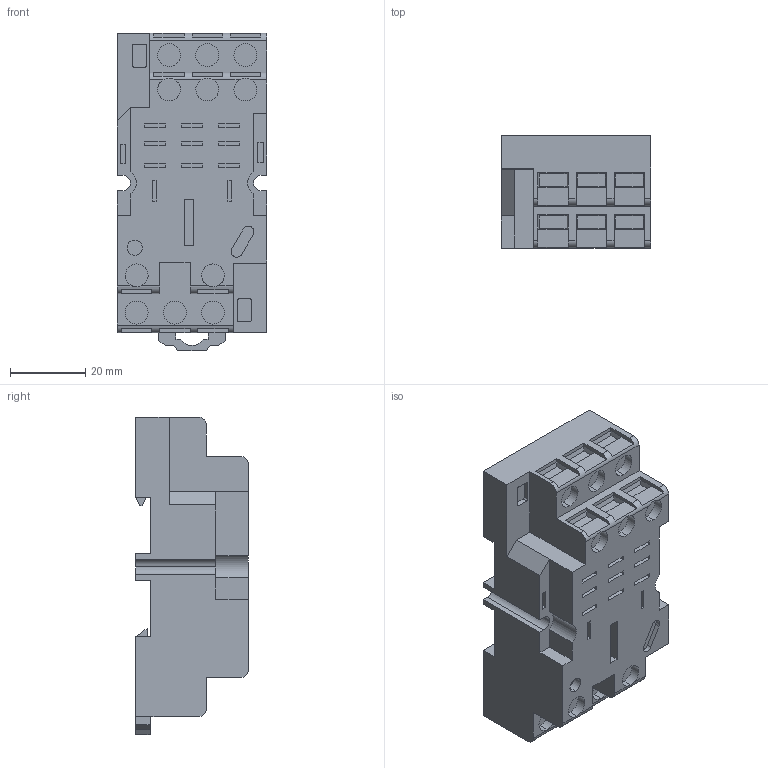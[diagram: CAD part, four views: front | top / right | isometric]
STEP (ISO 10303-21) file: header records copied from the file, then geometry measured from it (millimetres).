
FILE_DESCRIPTION(('starvars output'),'2;1');
FILE_NAME('cv20190909164617000115188.stp','16:46:18 2019/09/09',( 'Thomas Industrial Network Germany GmbH'),( 'Thomas Industrial Network Germany GmbH'),'unknown preprocess','ACIS' ,'unknown authorization');
FILE_SCHEMA(('AUTOMOTIVE_DESIGN_CC2 {UNKNOWN IMPLEMENTATION LEVEL}'));
Length unit declared in the file: millimetre
Products named in the file (1): PRODUCT_ID_1
Bounding box: 39.88 x 29.97 x 84.58 mm (x, y, z)
Volume: 70485.1 mm3; surface area: 16443.3 mm2
Topology: 1 solids, 1 shells, 307 faces, 796 edges, 515 vertices
Faces by surface type: plane 261, cylinder 46
Entity records: 11380 total; most frequent: ORIENTED_EDGE 1592, CARTESIAN_POINT 1574, DIRECTION 1375, EDGE_CURVE 796, VECTOR 623, LINE 623, VERTEX_POINT 515, AXIS2_PLACEMENT_3D 376
